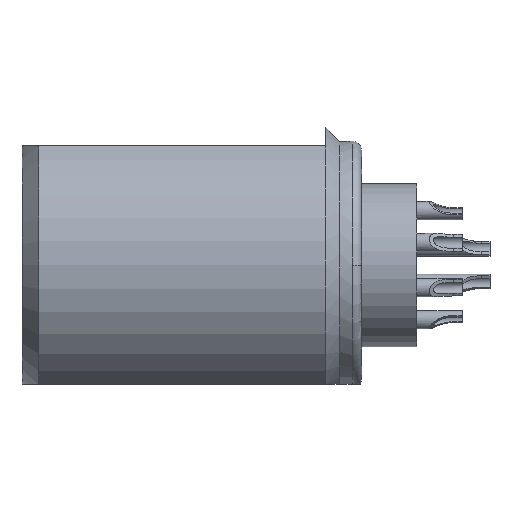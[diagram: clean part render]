
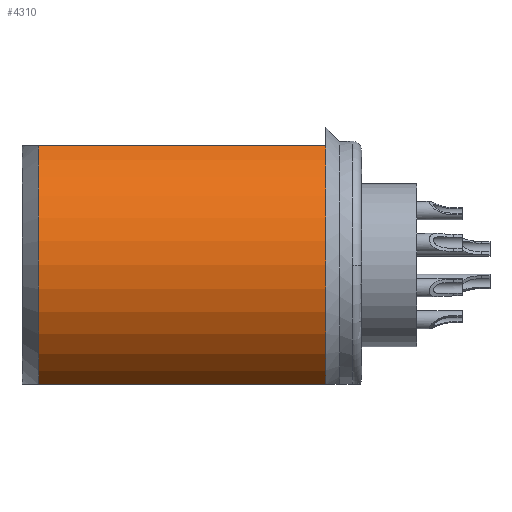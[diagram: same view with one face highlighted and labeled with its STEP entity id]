
A CAD part, front view. The second image highlights one B-rep face of the part: STEP entity #4310.
In plain terms, the highlighted cylindrical face has radius 7.5 mm (diameter 15 mm), a partial arc.
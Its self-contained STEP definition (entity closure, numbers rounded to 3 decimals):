
#417=CARTESIAN_POINT('',(3.55,0.,0.));
#418=DIRECTION('',(1.,0.,0.));
#419=DIRECTION('',(0.,-0.499,0.867));
#420=AXIS2_PLACEMENT_3D('',#417,#418,#419);
#422=DIRECTION('',(1.,0.,0.));
#423=VECTOR('',#422,15.65);
#424=CARTESIAN_POINT('',(-12.1,-3.742,-6.5));
#425=LINE('',#424,#423);
#426=DIRECTION('',(1.,0.,0.));
#427=VECTOR('',#426,15.65);
#428=CARTESIAN_POINT('',(-12.1,-3.742,6.5));
#429=LINE('',#428,#427);
#430=CARTESIAN_POINT('',(-12.1,0.,0.));
#431=DIRECTION('',(1.,0.,0.));
#432=DIRECTION('',(0.,-0.499,0.867));
#433=AXIS2_PLACEMENT_3D('',#430,#431,#432);
#3330=CARTESIAN_POINT('',(-12.1,-3.742,6.5));
#3331=CARTESIAN_POINT('',(3.55,-3.742,6.5));
#3332=VERTEX_POINT('',#3330);
#3333=VERTEX_POINT('',#3331);
#3334=CARTESIAN_POINT('',(-12.1,-3.742,-6.5));
#3335=CARTESIAN_POINT('',(3.55,-3.742,-6.5));
#3336=VERTEX_POINT('',#3334);
#3337=VERTEX_POINT('',#3335);
#4296=CARTESIAN_POINT('',(-13.925,0.,0.));
#4297=DIRECTION('',(1.,0.,0.));
#4298=DIRECTION('',(0.,-1.,0.));
#4299=AXIS2_PLACEMENT_3D('',#4296,#4297,#4298);
#4300=CYLINDRICAL_SURFACE('',#4299,7.5);
#4302=ORIENTED_EDGE('',*,*,#4301,.T.);
#4303=ORIENTED_EDGE('',*,*,#4259,.F.);
#4305=ORIENTED_EDGE('',*,*,#4304,.F.);
#4307=ORIENTED_EDGE('',*,*,#4306,.T.);
#4308=EDGE_LOOP('',(#4302,#4303,#4305,#4307));
#4309=FACE_OUTER_BOUND('',#4308,.F.);
#4310=ADVANCED_FACE('',(#4309),#4300,.T.);
#421=CIRCLE('',#420,7.5);
#434=CIRCLE('',#433,7.5);
#4259=EDGE_CURVE('',#3336,#3337,#425,.T.);
#4301=EDGE_CURVE('',#3333,#3337,#421,.T.);
#4304=EDGE_CURVE('',#3332,#3336,#434,.T.);
#4306=EDGE_CURVE('',#3332,#3333,#429,.T.);
